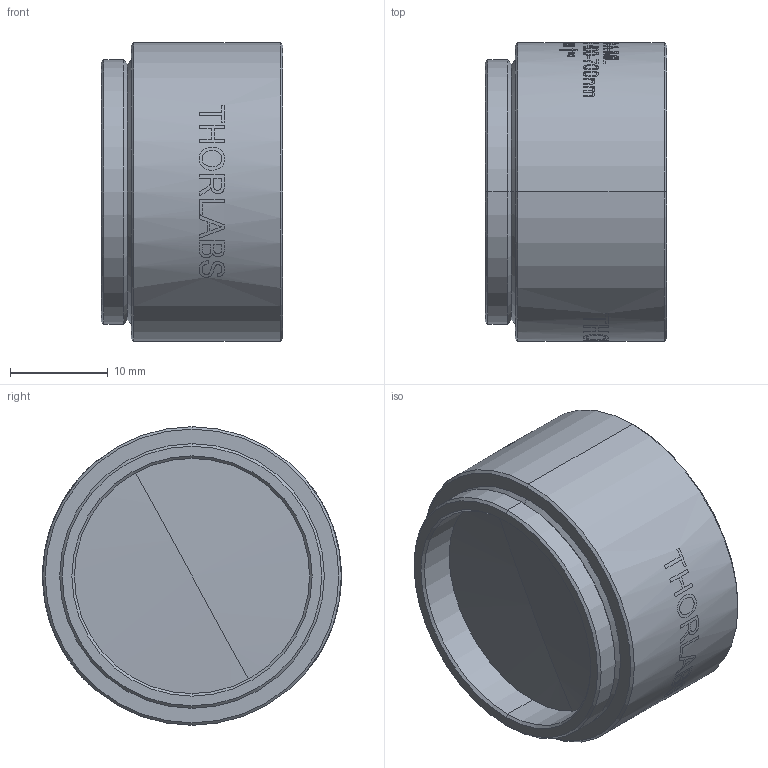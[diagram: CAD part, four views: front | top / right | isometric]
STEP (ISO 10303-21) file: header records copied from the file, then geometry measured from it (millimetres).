
FILE_DESCRIPTION (( 'STEP AP203' ), '1' );
FILE_NAME ('20589-E0W.STEP', '2018-05-21T18:11:36', ( 'admin' ), ( '' ), 'SwSTEP 2.0', 'SolidWorks 2016', '' );
FILE_SCHEMA (( 'CONFIG_CONTROL_DESIGN' ));
Length unit declared in the file: millimetre
Products named in the file (1): 20589-E0W
Bounding box: 18.51 x 30.48 x 30.48 mm (x, y, z)
Volume: 9060.9 mm3; surface area: 7144.2 mm2
Topology: 4 solids, 4 shells, 180 faces, 941 edges, 866 vertices
Faces by surface type: cylinder 116, cone 34, plane 13, bspline 9, sphere 8
Entity records: 19102 total; most frequent: CARTESIAN_POINT 11830, ORIENTED_EDGE 1882, DIRECTION 1046, EDGE_CURVE 941, VERTEX_POINT 866, B_SPLINE_CURVE_WITH_KNOTS 473, AXIS2_PLACEMENT_3D 428, EDGE_LOOP 281
